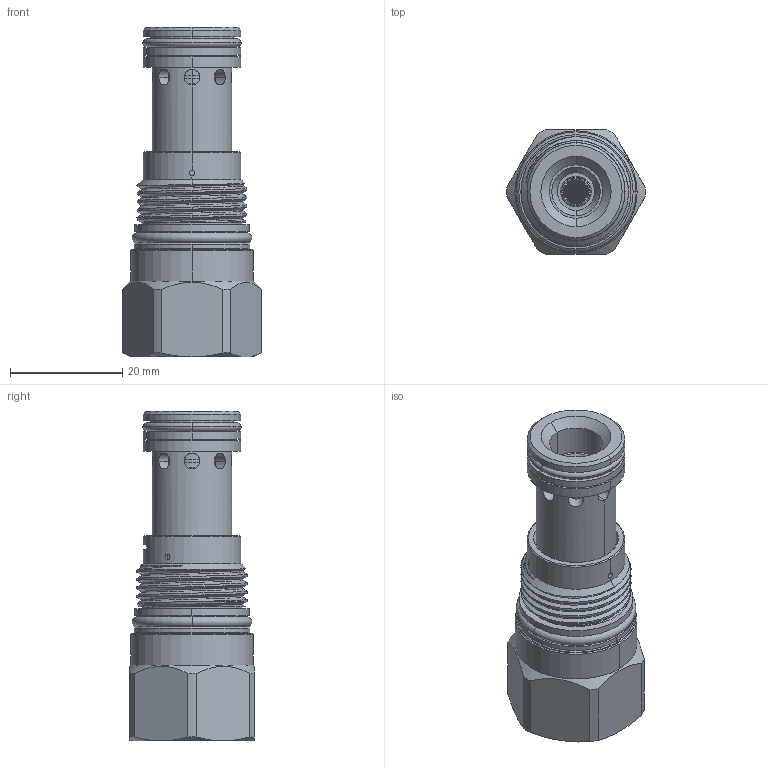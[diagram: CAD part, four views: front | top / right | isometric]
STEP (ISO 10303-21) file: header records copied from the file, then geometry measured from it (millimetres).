
FILE_DESCRIPTION (( 'STEP AP203' ), '1' );
FILE_NAME ('RP10A20-8.STEP', '2016-08-02T00:27:13', ( '' ), ( '' ), 'SwSTEP 2.0', 'SolidWorks 2012', '' );
FILE_SCHEMA (( 'CONFIG_CONTROL_DESIGN' ));
Products named in the file (1): RP10A20-8
Bounding box: 24.79 x 22.22 x 58.79 mm (x, y, z)
Volume: 13600.8 mm3; surface area: 7125 mm2
Topology: 4 solids, 4 shells, 625 faces, 1796 edges, 1141 vertices
Faces by surface type: cylinder 522, cone 44, plane 30, torus 16, bspline 9, sphere 4
Entity records: 48406 total; most frequent: CARTESIAN_POINT 32962, ORIENTED_EDGE 3592, DIRECTION 2340, EDGE_CURVE 1796, VERTEX_POINT 1141, EDGE_LOOP 1021, B_SPLINE_CURVE_WITH_KNOTS 930, AXIS2_PLACEMENT_3D 895
